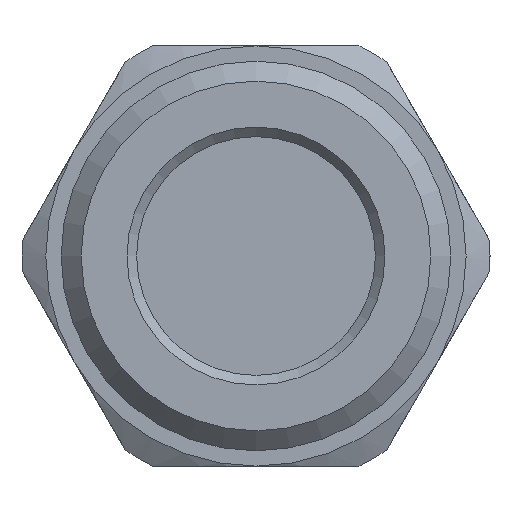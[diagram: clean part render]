
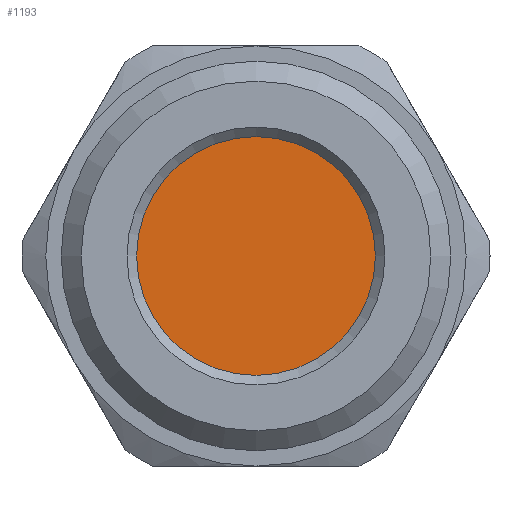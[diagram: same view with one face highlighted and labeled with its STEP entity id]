
A CAD part, front view. The second image highlights one B-rep face of the part: STEP entity #1193.
In plain terms, the highlighted planar face has unit normal (0, -1, 0).
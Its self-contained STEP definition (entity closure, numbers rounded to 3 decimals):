
#296=FACE_OUTER_BOUND('',#369,.T.);
#369=EDGE_LOOP('',(#815));
#450=CIRCLE('',#1288,6.25);
#529=VERTEX_POINT('',#1808);
#640=EDGE_CURVE('',#529,#529,#450,.T.);
#815=ORIENTED_EDGE('',*,*,#640,.F.);
#1165=PLANE('',#1287);
#1193=ADVANCED_FACE('',(#296),#1165,.T.);
#1287=AXIS2_PLACEMENT_3D('',#1807,#1443,#1444);
#1288=AXIS2_PLACEMENT_3D('',#1809,#1445,#1446);
#1443=DIRECTION('center_axis',(0.,-1.,0.));
#1444=DIRECTION('ref_axis',(0.,0.,-1.));
#1445=DIRECTION('center_axis',(0.,1.,0.));
#1446=DIRECTION('ref_axis',(-1.,0.,0.));
#1807=CARTESIAN_POINT('Origin',(-3.42,-6.516,0.));
#1808=CARTESIAN_POINT('',(2.83,-6.516,0.));
#1809=CARTESIAN_POINT('Origin',(-3.42,-6.516,0.));
